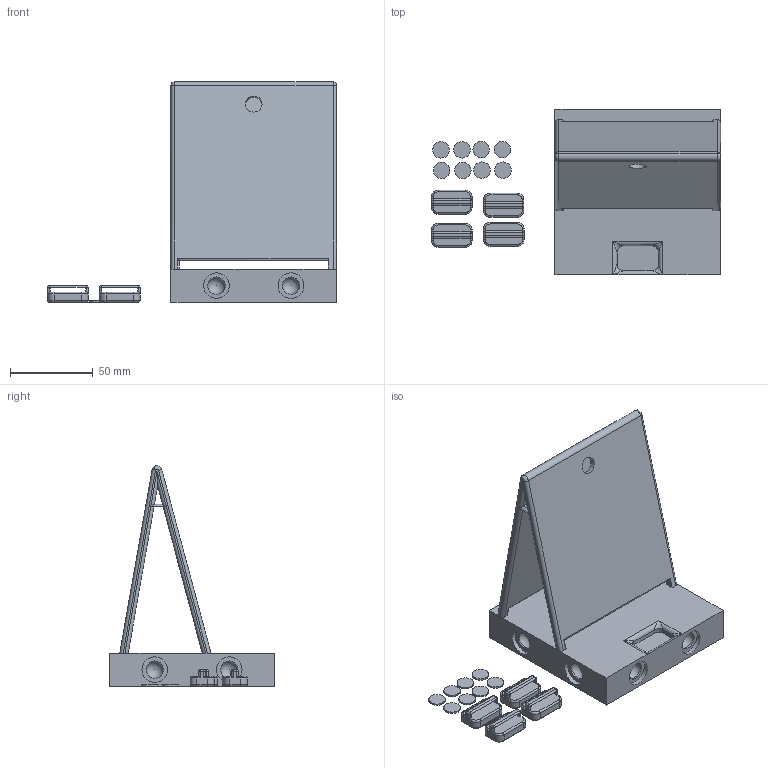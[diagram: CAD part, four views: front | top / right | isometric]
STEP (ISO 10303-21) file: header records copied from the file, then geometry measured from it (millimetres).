
FILE_DESCRIPTION(/* description */ (''),/* implementation_level */ '2;1');
FILE_NAME(/* name */ 'Tile your NOTES!.step',/* time_stamp */ '2025-08-10T01:06:17+01:00',/* author */ (''),/* organization */ (''),/* preprocessor_version */ 'ST-DEVELOPER v20.1',/* originating_system */ 'Autodesk Translation Framework v14.10.0.0',/* authorisation */ '');
FILE_SCHEMA (('AUTOMOTIVE_DESIGN { 1 0 10303 214 3 1 1 }'));
Length unit declared in the file: millimetre
Products named in the file (1): 2025-07-30-18-22-19-022
Bounding box: 174.61 x 100 x 133.13 mm (x, y, z)
Volume: 306413 mm3; surface area: 82002.6 mm2
Topology: 13 solids, 13 shells, 332 faces, 753 edges, 440 vertices
Faces by surface type: cylinder 156, plane 112, torus 32, sphere 24, bspline 8
Full cylindrical faces by diameter (mm): 10 x9, 10.3 x4, 10.5 x8, 15.5 x8
Entity records: 9367 total; most frequent: DIRECTION 1735, CARTESIAN_POINT 1719, ORIENTED_EDGE 1482, EDGE_CURVE 741, AXIS2_PLACEMENT_3D 669, VERTEX_POINT 440, LINE 397, VECTOR 397
